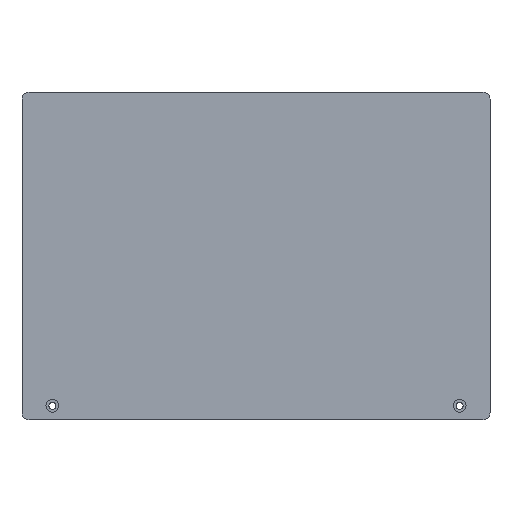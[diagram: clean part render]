
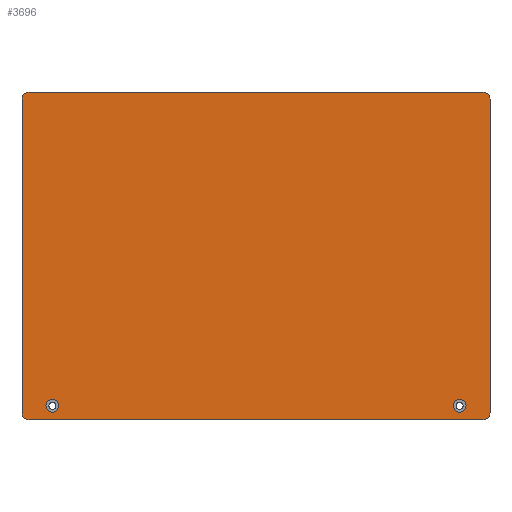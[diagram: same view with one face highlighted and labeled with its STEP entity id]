
A CAD part, top view. The second image highlights one B-rep face of the part: STEP entity #3696.
In plain terms, the highlighted planar face has unit normal (0, 0, 1).
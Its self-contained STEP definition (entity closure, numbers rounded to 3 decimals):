
#1144=CARTESIAN_POINT('',(97.,67.,4.));
#1145=DIRECTION('',(0.,0.,1.));
#1146=DIRECTION('',(1.,0.,0.));
#1147=AXIS2_PLACEMENT_3D('',#1144,#1145,#1146);
#1149=DIRECTION('',(0.,1.,0.));
#1150=VECTOR('',#1149,134.);
#1151=CARTESIAN_POINT('',(100.,-67.,4.));
#1152=LINE('',#1151,#1150);
#1153=CARTESIAN_POINT('',(97.,-67.,4.));
#1154=DIRECTION('',(0.,0.,1.));
#1155=DIRECTION('',(0.,-1.,0.));
#1156=AXIS2_PLACEMENT_3D('',#1153,#1154,#1155);
#1158=DIRECTION('',(1.,0.,0.));
#1159=VECTOR('',#1158,194.);
#1160=CARTESIAN_POINT('',(-97.,-70.,4.));
#1161=LINE('',#1160,#1159);
#1162=CARTESIAN_POINT('',(-97.,-67.,4.));
#1163=DIRECTION('',(0.,0.,1.));
#1164=DIRECTION('',(-1.,0.,0.));
#1165=AXIS2_PLACEMENT_3D('',#1162,#1163,#1164);
#1167=DIRECTION('',(0.,-1.,0.));
#1168=VECTOR('',#1167,134.);
#1169=CARTESIAN_POINT('',(-100.,67.,4.));
#1170=LINE('',#1169,#1168);
#1171=CARTESIAN_POINT('',(-97.,67.,4.));
#1172=DIRECTION('',(0.,0.,1.));
#1173=DIRECTION('',(0.,1.,0.));
#1174=AXIS2_PLACEMENT_3D('',#1171,#1172,#1173);
#1176=DIRECTION('',(-1.,0.,0.));
#1177=VECTOR('',#1176,194.);
#1178=CARTESIAN_POINT('',(97.,70.,4.));
#1179=LINE('',#1178,#1177);
#1180=CARTESIAN_POINT('',(-87.,-64.,4.));
#1181=DIRECTION('',(0.,0.,1.));
#1182=DIRECTION('',(0.,1.,0.));
#1183=AXIS2_PLACEMENT_3D('',#1180,#1181,#1182);
#1185=CARTESIAN_POINT('',(-87.,-64.,4.));
#1186=DIRECTION('',(0.,0.,1.));
#1187=DIRECTION('',(0.,-1.,0.));
#1188=AXIS2_PLACEMENT_3D('',#1185,#1186,#1187);
#1190=CARTESIAN_POINT('',(87.,-64.,4.));
#1191=DIRECTION('',(0.,0.,1.));
#1192=DIRECTION('',(0.,1.,0.));
#1193=AXIS2_PLACEMENT_3D('',#1190,#1191,#1192);
#1195=CARTESIAN_POINT('',(87.,-64.,4.));
#1196=DIRECTION('',(0.,0.,1.));
#1197=DIRECTION('',(0.,-1.,0.));
#1198=AXIS2_PLACEMENT_3D('',#1195,#1196,#1197);
#2069=CARTESIAN_POINT('',(100.,67.,4.));
#2070=CARTESIAN_POINT('',(97.,70.,4.));
#2071=VERTEX_POINT('',#2069);
#2072=VERTEX_POINT('',#2070);
#2077=CARTESIAN_POINT('',(-97.,70.,4.));
#2078=CARTESIAN_POINT('',(-100.,67.,4.));
#2079=VERTEX_POINT('',#2077);
#2080=VERTEX_POINT('',#2078);
#2089=CARTESIAN_POINT('',(-100.,-67.,4.));
#2090=VERTEX_POINT('',#2089);
#2091=CARTESIAN_POINT('',(-97.,-70.,4.));
#2092=VERTEX_POINT('',#2091);
#2097=CARTESIAN_POINT('',(97.,-70.,4.));
#2098=VERTEX_POINT('',#2097);
#2099=CARTESIAN_POINT('',(100.,-67.,4.));
#2100=VERTEX_POINT('',#2099);
#2109=CARTESIAN_POINT('',(-87.,-61.25,4.));
#2110=CARTESIAN_POINT('',(-87.,-66.75,4.));
#2111=VERTEX_POINT('',#2109);
#2112=VERTEX_POINT('',#2110);
#2113=CARTESIAN_POINT('',(87.,-61.25,4.));
#2114=CARTESIAN_POINT('',(87.,-66.75,4.));
#2115=VERTEX_POINT('',#2113);
#2116=VERTEX_POINT('',#2114);
#3663=CARTESIAN_POINT('',(0.,0.,4.));
#3664=DIRECTION('',(0.,0.,1.));
#3665=DIRECTION('',(1.,0.,0.));
#3666=AXIS2_PLACEMENT_3D('',#3663,#3664,#3665);
#3667=PLANE('',#3666);
#3668=ORIENTED_EDGE('',*,*,#3654,.F.);
#3670=ORIENTED_EDGE('',*,*,#3669,.F.);
#3672=ORIENTED_EDGE('',*,*,#3671,.F.);
#3674=ORIENTED_EDGE('',*,*,#3673,.F.);
#3676=ORIENTED_EDGE('',*,*,#3675,.F.);
#3678=ORIENTED_EDGE('',*,*,#3677,.F.);
#3680=ORIENTED_EDGE('',*,*,#3679,.F.);
#3681=ORIENTED_EDGE('',*,*,#3352,.F.);
#3682=EDGE_LOOP('',(#3668,#3670,#3672,#3674,#3676,#3678,#3680,#3681));
#3683=FACE_OUTER_BOUND('',#3682,.F.);
#3685=ORIENTED_EDGE('',*,*,#3684,.T.);
#3687=ORIENTED_EDGE('',*,*,#3686,.T.);
#3688=EDGE_LOOP('',(#3685,#3687));
#3689=FACE_BOUND('',#3688,.F.);
#3691=ORIENTED_EDGE('',*,*,#3690,.T.);
#3693=ORIENTED_EDGE('',*,*,#3692,.T.);
#3694=EDGE_LOOP('',(#3691,#3693));
#3695=FACE_BOUND('',#3694,.F.);
#3696=ADVANCED_FACE('',(#3683,#3689,#3695),#3667,.T.);
#1148=CIRCLE('',#1147,3.);
#1157=CIRCLE('',#1156,3.);
#1166=CIRCLE('',#1165,3.);
#1175=CIRCLE('',#1174,3.);
#1184=CIRCLE('',#1183,2.75);
#1189=CIRCLE('',#1188,2.75);
#1194=CIRCLE('',#1193,2.75);
#1199=CIRCLE('',#1198,2.75);
#3352=EDGE_CURVE('',#2072,#2079,#1179,.T.);
#3654=EDGE_CURVE('',#2071,#2072,#1148,.T.);
#3669=EDGE_CURVE('',#2100,#2071,#1152,.T.);
#3671=EDGE_CURVE('',#2098,#2100,#1157,.T.);
#3673=EDGE_CURVE('',#2092,#2098,#1161,.T.);
#3675=EDGE_CURVE('',#2090,#2092,#1166,.T.);
#3677=EDGE_CURVE('',#2080,#2090,#1170,.T.);
#3679=EDGE_CURVE('',#2079,#2080,#1175,.T.);
#3684=EDGE_CURVE('',#2111,#2112,#1184,.T.);
#3686=EDGE_CURVE('',#2112,#2111,#1189,.T.);
#3690=EDGE_CURVE('',#2115,#2116,#1194,.T.);
#3692=EDGE_CURVE('',#2116,#2115,#1199,.T.);
